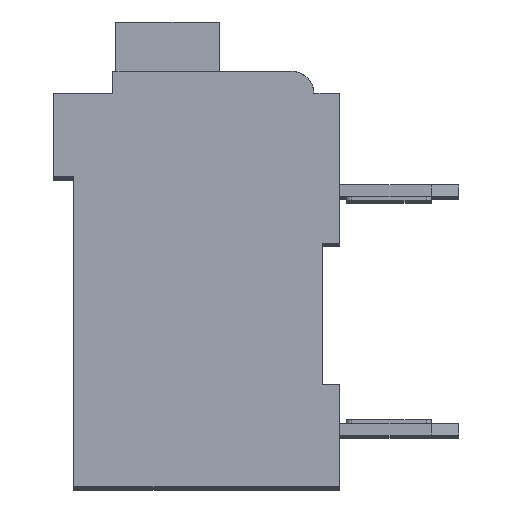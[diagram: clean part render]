
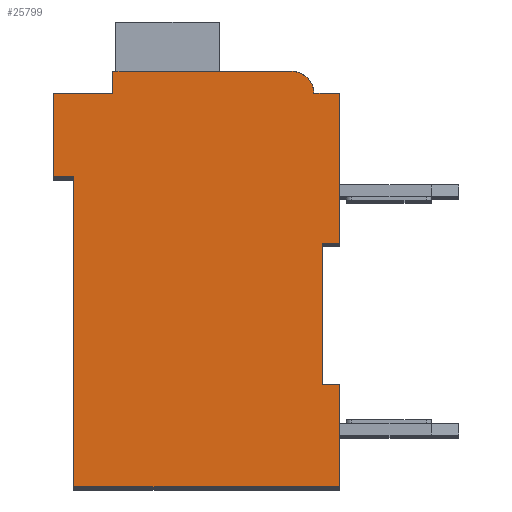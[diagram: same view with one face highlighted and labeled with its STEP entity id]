
A CAD part, top view. The second image highlights one B-rep face of the part: STEP entity #25799.
In plain terms, the highlighted planar face has unit normal (0, 0, 1).
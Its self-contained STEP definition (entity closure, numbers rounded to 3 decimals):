
#7826=DIRECTION('',(1.,0.,0.));
#7827=VECTOR('',#7826,0.5);
#7828=CARTESIAN_POINT('',(7.3,7.15,2.1));
#7829=LINE('',#7828,#7827);
#7830=DIRECTION('',(0.,1.,0.));
#7831=VECTOR('',#7830,4.15);
#7832=CARTESIAN_POINT('',(7.3,3.,2.1));
#7833=LINE('',#7832,#7831);
#7834=DIRECTION('',(-1.,0.,0.));
#7835=VECTOR('',#7834,0.5);
#7836=CARTESIAN_POINT('',(7.8,3.,2.1));
#7837=LINE('',#7836,#7835);
#7838=DIRECTION('',(0.,1.,0.));
#7839=VECTOR('',#7838,3.);
#7840=CARTESIAN_POINT('',(7.8,0.,2.1));
#7841=LINE('',#7840,#7839);
#7842=DIRECTION('',(1.,0.,0.));
#7843=VECTOR('',#7842,7.8);
#7844=CARTESIAN_POINT('',(0.,0.,2.1));
#7845=LINE('',#7844,#7843);
#7846=DIRECTION('',(0.,-1.,0.));
#7847=VECTOR('',#7846,9.1);
#7848=CARTESIAN_POINT('',(0.,9.1,2.1));
#7849=LINE('',#7848,#7847);
#7850=DIRECTION('',(1.,0.,0.));
#7851=VECTOR('',#7850,0.6);
#7852=CARTESIAN_POINT('',(-0.6,9.1,2.1));
#7853=LINE('',#7852,#7851);
#7854=DIRECTION('',(0.,-1.,0.));
#7855=VECTOR('',#7854,2.45);
#7856=CARTESIAN_POINT('',(-0.6,11.55,2.1));
#7857=LINE('',#7856,#7855);
#7858=DIRECTION('',(-1.,0.,0.));
#7859=VECTOR('',#7858,1.75);
#7860=CARTESIAN_POINT('',(1.15,11.55,2.1));
#7861=LINE('',#7860,#7859);
#7862=DIRECTION('',(0.,-1.,0.));
#7863=VECTOR('',#7862,0.65);
#7864=CARTESIAN_POINT('',(1.15,12.2,2.1));
#7865=LINE('',#7864,#7863);
#7866=DIRECTION('',(-1.,0.,0.));
#7867=VECTOR('',#7866,5.25);
#7868=CARTESIAN_POINT('',(6.4,12.2,2.1));
#7869=LINE('',#7868,#7867);
#7870=CARTESIAN_POINT('',(6.4,11.55,2.1));
#7871=DIRECTION('',(0.,0.,1.));
#7872=DIRECTION('',(1.,0.,0.));
#7873=AXIS2_PLACEMENT_3D('',#7870,#7871,#7872);
#7875=DIRECTION('',(-1.,0.,0.));
#7876=VECTOR('',#7875,0.75);
#7877=CARTESIAN_POINT('',(7.8,11.55,2.1));
#7878=LINE('',#7877,#7876);
#7879=DIRECTION('',(0.,1.,0.));
#7880=VECTOR('',#7879,4.4);
#7881=CARTESIAN_POINT('',(7.8,7.15,2.1));
#7882=LINE('',#7881,#7880);
#12671=CARTESIAN_POINT('',(7.3,7.15,2.1));
#12672=CARTESIAN_POINT('',(7.8,7.15,2.1));
#12673=VERTEX_POINT('',#12671);
#12674=VERTEX_POINT('',#12672);
#12675=CARTESIAN_POINT('',(7.8,11.55,2.1));
#12676=VERTEX_POINT('',#12675);
#12677=CARTESIAN_POINT('',(7.05,11.55,2.1));
#12678=VERTEX_POINT('',#12677);
#12679=CARTESIAN_POINT('',(6.4,12.2,2.1));
#12680=VERTEX_POINT('',#12679);
#12681=CARTESIAN_POINT('',(1.15,12.2,2.1));
#12682=VERTEX_POINT('',#12681);
#12683=CARTESIAN_POINT('',(1.15,11.55,2.1));
#12684=VERTEX_POINT('',#12683);
#12685=CARTESIAN_POINT('',(-0.6,11.55,2.1));
#12686=VERTEX_POINT('',#12685);
#12687=CARTESIAN_POINT('',(-0.6,9.1,2.1));
#12688=VERTEX_POINT('',#12687);
#12689=CARTESIAN_POINT('',(0.,9.1,2.1));
#12690=VERTEX_POINT('',#12689);
#12691=CARTESIAN_POINT('',(0.,0.,2.1));
#12692=VERTEX_POINT('',#12691);
#12693=CARTESIAN_POINT('',(7.8,0.,2.1));
#12694=VERTEX_POINT('',#12693);
#12695=CARTESIAN_POINT('',(7.8,3.,2.1));
#12696=VERTEX_POINT('',#12695);
#12697=CARTESIAN_POINT('',(7.3,3.,2.1));
#12698=VERTEX_POINT('',#12697);
#25778=CARTESIAN_POINT('',(0.,0.,2.1));
#25779=DIRECTION('',(0.,0.,1.));
#25780=DIRECTION('',(1.,0.,0.));
#25781=AXIS2_PLACEMENT_3D('',#25778,#25779,#25780);
#25782=PLANE('',#25781);
#25783=ORIENTED_EDGE('',*,*,#16672,.F.);
#25784=ORIENTED_EDGE('',*,*,#17290,.F.);
#25785=ORIENTED_EDGE('',*,*,#21962,.F.);
#25786=ORIENTED_EDGE('',*,*,#22287,.F.);
#25787=ORIENTED_EDGE('',*,*,#22668,.F.);
#25788=ORIENTED_EDGE('',*,*,#23177,.F.);
#25789=ORIENTED_EDGE('',*,*,#23400,.F.);
#25790=ORIENTED_EDGE('',*,*,#23604,.F.);
#25791=ORIENTED_EDGE('',*,*,#23911,.F.);
#25792=ORIENTED_EDGE('',*,*,#24508,.F.);
#25793=ORIENTED_EDGE('',*,*,#24974,.F.);
#25794=ORIENTED_EDGE('',*,*,#23962,.F.);
#25795=ORIENTED_EDGE('',*,*,#24339,.F.);
#25796=ORIENTED_EDGE('',*,*,#17185,.F.);
#25797=EDGE_LOOP('',(#25783,#25784,#25785,#25786,#25787,#25788,#25789,#25790,
#25791,#25792,#25793,#25794,#25795,#25796));
#25798=FACE_OUTER_BOUND('',#25797,.F.);
#7874=CIRCLE('',#7873,0.65);
#16672=EDGE_CURVE('',#12673,#12674,#7829,.T.);
#17185=EDGE_CURVE('',#12674,#12676,#7882,.T.);
#17290=EDGE_CURVE('',#12698,#12673,#7833,.T.);
#21962=EDGE_CURVE('',#12696,#12698,#7837,.T.);
#22287=EDGE_CURVE('',#12694,#12696,#7841,.T.);
#22668=EDGE_CURVE('',#12692,#12694,#7845,.T.);
#23177=EDGE_CURVE('',#12690,#12692,#7849,.T.);
#23400=EDGE_CURVE('',#12688,#12690,#7853,.T.);
#23604=EDGE_CURVE('',#12686,#12688,#7857,.T.);
#23911=EDGE_CURVE('',#12684,#12686,#7861,.T.);
#23962=EDGE_CURVE('',#12678,#12680,#7874,.T.);
#24339=EDGE_CURVE('',#12676,#12678,#7878,.T.);
#24508=EDGE_CURVE('',#12682,#12684,#7865,.T.);
#24974=EDGE_CURVE('',#12680,#12682,#7869,.T.);
#25799=ADVANCED_FACE('',(#25798),#25782,.T.);
